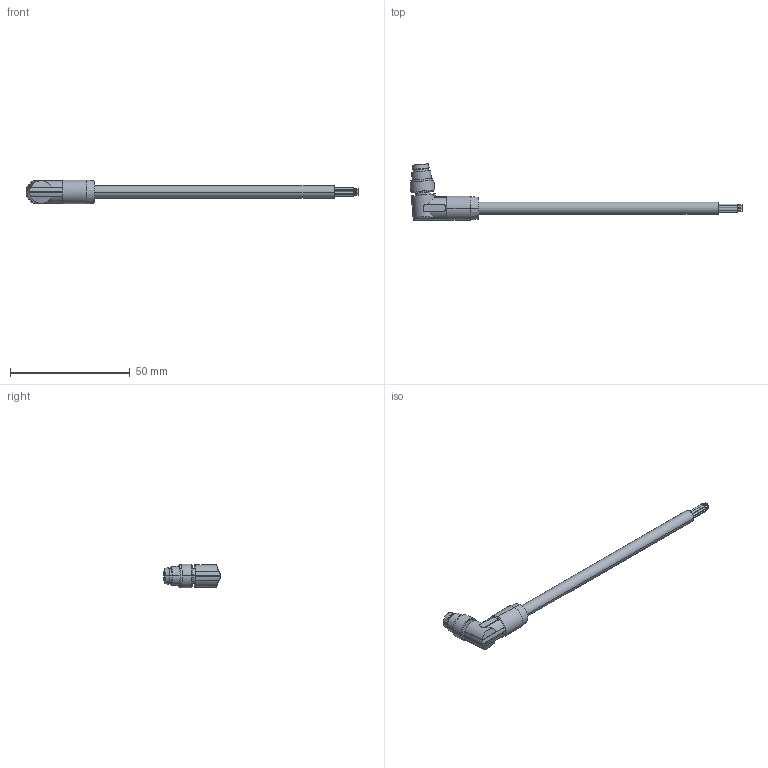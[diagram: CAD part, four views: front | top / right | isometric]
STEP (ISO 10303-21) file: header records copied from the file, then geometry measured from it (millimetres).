
FILE_DESCRIPTION((''),'2;1');
FILE_NAME('ILCMVAP61025502','2025-10-22T09:46:18',('Asawyer'),(''),'CREO PARAMETRIC BY PTC INC, 2021164','CREO PARAMETRIC BY PTC INC, 2021164','');
FILE_SCHEMA(('AUTOMOTIVE_DESIGN { 1 0 10303 214 1 1 1 1 }'));
Length unit declared in the file: millimetre
Products named in the file (1): ILCMVAP61025502
Bounding box: 138.66 x 23.56 x 10 mm (x, y, z)
Volume: 4826.3 mm3; surface area: 3517.8 mm2
Topology: 1 solids, 1 shells, 163 faces, 379 edges, 250 vertices
Faces by surface type: cylinder 95, plane 57, cone 11
Entity records: 6091 total; most frequent: CARTESIAN_POINT 987, DIRECTION 868, ORIENTED_EDGE 758, PRESENTATION_STYLE_ASSIGNMENT 381, STYLED_ITEM 381, CURVE_STYLE 380, EDGE_CURVE 379, AXIS2_PLACEMENT_3D 352
